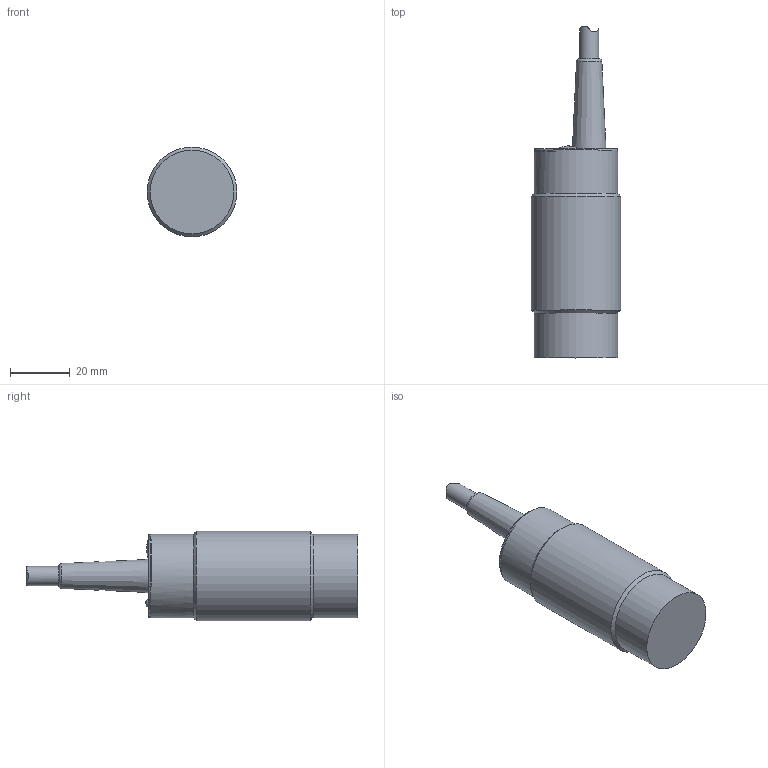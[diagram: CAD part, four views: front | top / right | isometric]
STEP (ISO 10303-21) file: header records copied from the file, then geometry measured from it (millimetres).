
FILE_DESCRIPTION(/* description */ (''),/* implementation_level */ '2;1');
FILE_NAME(/* name */ 'KA0326_Shrinkwrap_1.stp',/* time_stamp */ '2022-01-19T14:40:14+01:00',/* author */ ('Krieger Anja'),/* organization */ (''),/* preprocessor_version */ 'ST-DEVELOPER v18.1',/* originating_system */ 'Autodesk Inventor 2021',/* authorisation */ '');
FILE_SCHEMA (('AUTOMOTIVE_DESIGN { 1 0 10303 214 3 1 1 }'));
Length unit declared in the file: millimetre
Products named in the file (1): KA0326_Shrinkwrap_1
Bounding box: 30 x 110.98 x 30 mm (x, y, z)
Volume: 14013.3 mm3; surface area: 16311 mm2
Topology: 1 solids, 1 shells, 63 faces, 145 edges, 92 vertices
Faces by surface type: plane 30, cylinder 20, cone 6, torus 5, bspline 1, sphere 1
Full cylindrical faces by diameter (mm): 3 x2, 4 x1, 5 x2, 5.8 x1, 6.4 x2, 14 x1, 26 x2, 26.2 x2, 28 x2, 30 x1
Entity records: 2026 total; most frequent: CARTESIAN_POINT 421, DIRECTION 333, ORIENTED_EDGE 286, EDGE_CURVE 143, AXIS2_PLACEMENT_3D 135, VERTEX_POINT 92, EDGE_LOOP 75, CIRCLE 72
